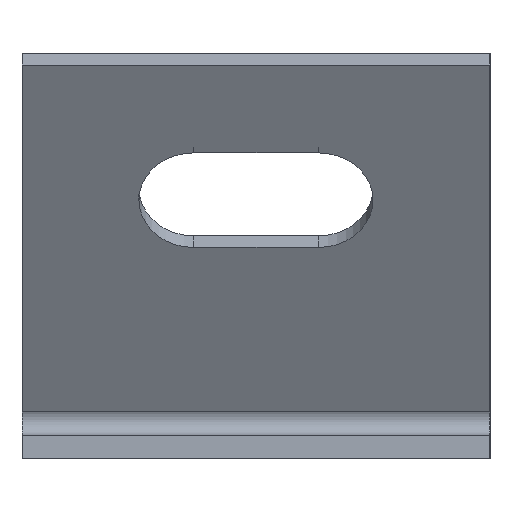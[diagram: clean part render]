
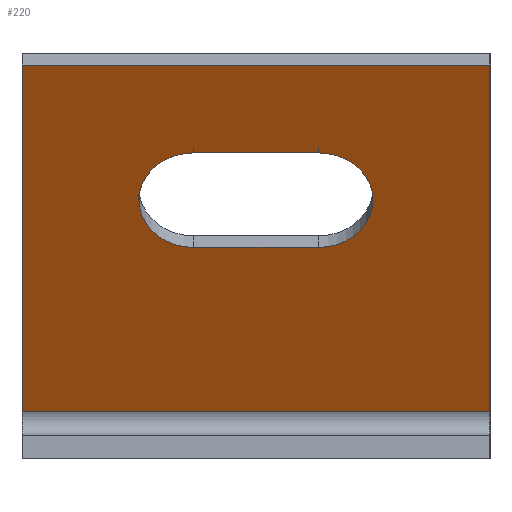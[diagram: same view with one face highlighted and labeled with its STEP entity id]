
A CAD part, left-side view. The second image highlights one B-rep face of the part: STEP entity #220.
In plain terms, the highlighted planar face has unit normal (-0.866, 0, -0.5).
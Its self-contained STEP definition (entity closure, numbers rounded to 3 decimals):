
#10 = EDGE_LOOP ( 'NONE', ( #607, #728, #808, #146 ) ) ;
#16 = VECTOR ( 'NONE', #383, 1000. ) ;
#56 = LINE ( 'NONE', #854, #533 ) ;
#72 = FACE_OUTER_BOUND ( 'NONE', #10, .T. ) ;
#73 = VERTEX_POINT ( 'NONE', #512 ) ;
#84 = DIRECTION ( 'NONE',  ( -0.5, 0., 0.866 ) ) ;
#96 = EDGE_CURVE ( 'NONE', #653, #73, #519, .T. ) ;
#102 = CARTESIAN_POINT ( 'NONE',  ( 17.817, 11., 18.102 ) ) ;
#111 = CARTESIAN_POINT ( 'NONE',  ( 17.817, 11., 18.102 ) ) ;
#114 = CARTESIAN_POINT ( 'NONE',  ( 14.567, 0., 23.731 ) ) ;
#146 = ORIENTED_EDGE ( 'NONE', *, *, #610, .F. ) ;
#170 = AXIS2_PLACEMENT_3D ( 'NONE', #866, #802, #544 ) ;
#189 = CARTESIAN_POINT ( 'NONE',  ( 21.317, 11., 12.039 ) ) ;
#192 = VERTEX_POINT ( 'NONE', #454 ) ;
#199 = EDGE_CURVE ( 'NONE', #394, #488, #700, .T. ) ;
#206 = PLANE ( 'NONE',  #669 ) ;
#220 = ADVANCED_FACE ( 'NONE', ( #487, #72 ), #206, .T. ) ;
#225 = LINE ( 'NONE', #447, #806 ) ;
#238 = CARTESIAN_POINT ( 'NONE',  ( 21.317, 11., 12.039 ) ) ;
#258 = CARTESIAN_POINT ( 'NONE',  ( 17.817, 19., 18.102 ) ) ;
#289 = LINE ( 'NONE', #559, #860 ) ;
#297 = VERTEX_POINT ( 'NONE', #747 ) ;
#345 = ORIENTED_EDGE ( 'NONE', *, *, #371, .T. ) ;
#350 = AXIS2_PLACEMENT_3D ( 'NONE', #625, #687, #762 ) ;
#371 = EDGE_CURVE ( 'NONE', #488, #653, #765, .T. ) ;
#383 = DIRECTION ( 'NONE',  ( 0., -1., 0. ) ) ;
#390 = ORIENTED_EDGE ( 'NONE', *, *, #199, .T. ) ;
#393 = CARTESIAN_POINT ( 'NONE',  ( 20.768, 0., 12.99 ) ) ;
#394 = VERTEX_POINT ( 'NONE', #258 ) ;
#398 = VECTOR ( 'NONE', #410, 1000. ) ;
#410 = DIRECTION ( 'NONE',  ( 0.5, 0., -0.866 ) ) ;
#433 = CARTESIAN_POINT ( 'NONE',  ( 27.402, 0., 1.5 ) ) ;
#441 = CIRCLE ( 'NONE', #350, 3.5 ) ;
#447 = CARTESIAN_POINT ( 'NONE',  ( 27.402, 0., 1.5 ) ) ;
#454 = CARTESIAN_POINT ( 'NONE',  ( 14.567, 30., 23.731 ) ) ;
#486 = EDGE_CURVE ( 'NONE', #73, #394, #441, .T. ) ;
#487 = FACE_BOUND ( 'NONE', #693, .T. ) ;
#488 = VERTEX_POINT ( 'NONE', #102 ) ;
#512 = CARTESIAN_POINT ( 'NONE',  ( 21.317, 19., 12.039 ) ) ;
#519 = LINE ( 'NONE', #238, #580 ) ;
#533 = VECTOR ( 'NONE', #788, 1000. ) ;
#541 = CARTESIAN_POINT ( 'NONE',  ( 28.268, 0., 0. ) ) ;
#544 = DIRECTION ( 'NONE',  ( 0.5, 0., -0.866 ) ) ;
#559 = CARTESIAN_POINT ( 'NONE',  ( 14.567, 0., 23.731 ) ) ;
#563 = VERTEX_POINT ( 'NONE', #433 ) ;
#580 = VECTOR ( 'NONE', #634, 1000. ) ;
#601 = EDGE_CURVE ( 'NONE', #563, #297, #225, .T. ) ;
#607 = ORIENTED_EDGE ( 'NONE', *, *, #623, .F. ) ;
#610 = EDGE_CURVE ( 'NONE', #192, #626, #289, .T. ) ;
#623 = EDGE_CURVE ( 'NONE', #297, #192, #56, .T. ) ;
#625 = CARTESIAN_POINT ( 'NONE',  ( 19.567, 19., 15.071 ) ) ;
#626 = VERTEX_POINT ( 'NONE', #114 ) ;
#634 = DIRECTION ( 'NONE',  ( 0., 1., 0. ) ) ;
#653 = VERTEX_POINT ( 'NONE', #189 ) ;
#655 = LINE ( 'NONE', #541, #398 ) ;
#669 = AXIS2_PLACEMENT_3D ( 'NONE', #393, #738, #84 ) ;
#687 = DIRECTION ( 'NONE',  ( 0.866, 0., 0.5 ) ) ;
#693 = EDGE_LOOP ( 'NONE', ( #345, #769, #752, #390 ) ) ;
#700 = LINE ( 'NONE', #111, #16 ) ;
#710 = DIRECTION ( 'NONE',  ( 0., 1., 0. ) ) ;
#728 = ORIENTED_EDGE ( 'NONE', *, *, #601, .F. ) ;
#738 = DIRECTION ( 'NONE',  ( -0.866, 0., -0.5 ) ) ;
#747 = CARTESIAN_POINT ( 'NONE',  ( 27.402, 30., 1.5 ) ) ;
#752 = ORIENTED_EDGE ( 'NONE', *, *, #486, .T. ) ;
#762 = DIRECTION ( 'NONE',  ( 0.5, 0., -0.866 ) ) ;
#765 = CIRCLE ( 'NONE', #170, 3.5 ) ;
#769 = ORIENTED_EDGE ( 'NONE', *, *, #96, .T. ) ;
#788 = DIRECTION ( 'NONE',  ( -0.5, 0., 0.866 ) ) ;
#802 = DIRECTION ( 'NONE',  ( 0.866, 0., 0.5 ) ) ;
#806 = VECTOR ( 'NONE', #710, 1000. ) ;
#808 = ORIENTED_EDGE ( 'NONE', *, *, #823, .F. ) ;
#823 = EDGE_CURVE ( 'NONE', #626, #563, #655, .T. ) ;
#827 = DIRECTION ( 'NONE',  ( 0., -1., 0. ) ) ;
#854 = CARTESIAN_POINT ( 'NONE',  ( 14.567, 30., 23.731 ) ) ;
#860 = VECTOR ( 'NONE', #827, 1000. ) ;
#866 = CARTESIAN_POINT ( 'NONE',  ( 19.567, 11., 15.071 ) ) ;
